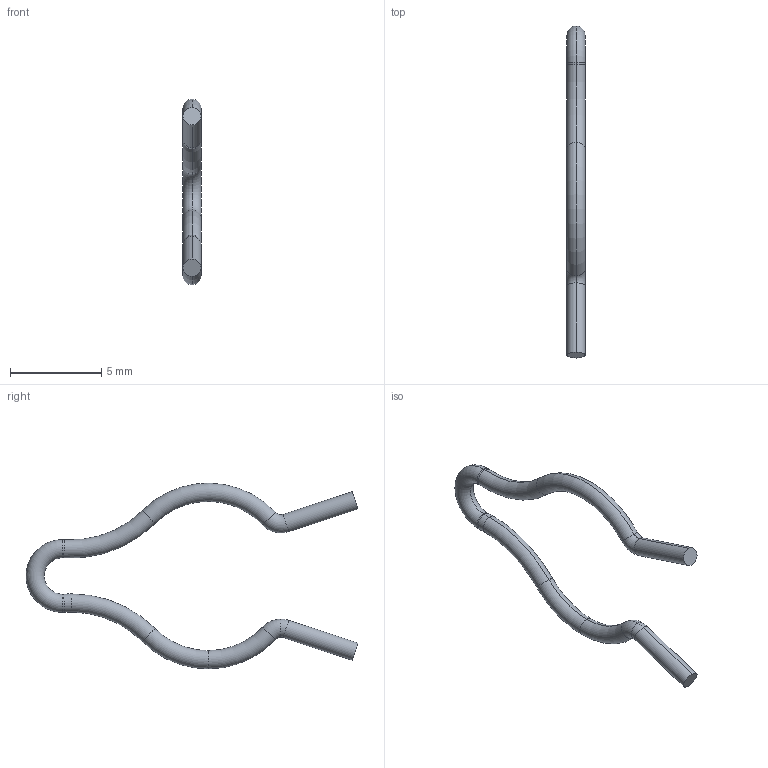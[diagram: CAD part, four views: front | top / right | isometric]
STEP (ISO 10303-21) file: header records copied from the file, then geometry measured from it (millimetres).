
FILE_DESCRIPTION (( 'STEP AP214' ), '1' );
FILE_NAME ('Operand Group - Axle Retention Spring.STEP', '2025-07-06T08:35:30', ( '' ), ( '' ), 'SwSTEP 2.0', 'SolidWorks 2025', '' );
FILE_SCHEMA (( 'AUTOMOTIVE_DESIGN' ));
Length unit declared in the file: millimetre
Products named in the file (1): Operand Group - Axle Retention Spring
Bounding box: 1 x 18.23 x 10.2 mm (x, y, z)
Volume: 31.3 mm3; surface area: 126.9 mm2
Topology: 1 solids, 1 shells, 30 faces, 67 edges, 48 vertices
Faces by surface type: torus 24, cylinder 4, plane 2
Entity records: 873 total; most frequent: DIRECTION 190, CARTESIAN_POINT 146, ORIENTED_EDGE 116, AXIS2_PLACEMENT_3D 92, CIRCLE 61, EDGE_CURVE 58, EDGE_LOOP 30, FACE_OUTER_BOUND 30
